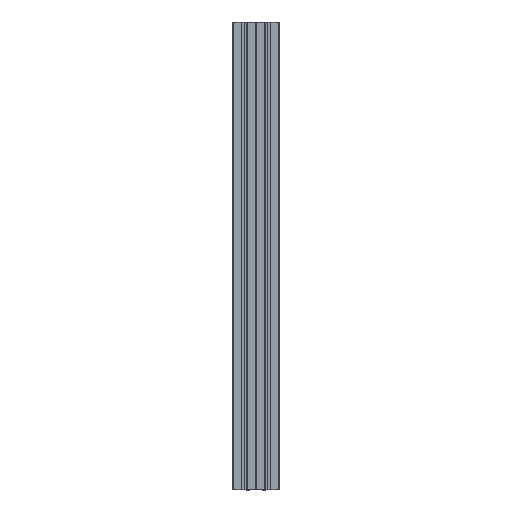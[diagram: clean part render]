
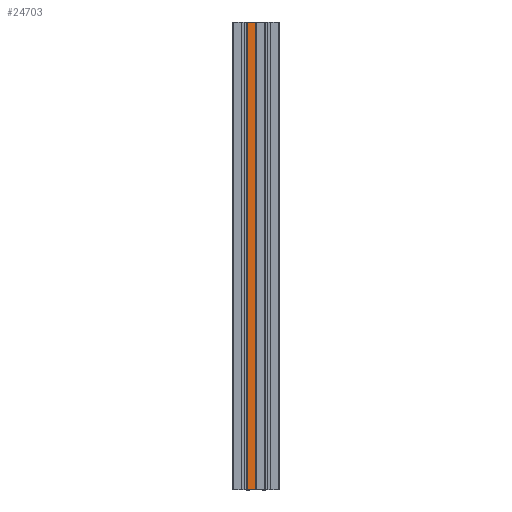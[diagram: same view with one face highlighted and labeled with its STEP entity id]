
A CAD part, left-side view. The second image highlights one B-rep face of the part: STEP entity #24703.
In plain terms, the highlighted planar face has unit normal (-1, 0, 0).
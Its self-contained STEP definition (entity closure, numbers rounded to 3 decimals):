
#149 = DIRECTION ( 'NONE',  ( 0., 1., 0. ) ) ;
#1955 = CARTESIAN_POINT ( 'NONE',  ( -25., -5.1, 0. ) ) ;
#2563 = LINE ( 'NONE', #12501, #3368 ) ;
#2873 = VERTEX_POINT ( 'NONE', #30960 ) ;
#3368 = VECTOR ( 'NONE', #17059, 1000. ) ;
#4625 = EDGE_LOOP ( 'NONE', ( #24515, #20647, #30430, #30861 ) ) ;
#4934 = VERTEX_POINT ( 'NONE', #8384 ) ;
#5392 = VERTEX_POINT ( 'NONE', #26645 ) ;
#6583 = DIRECTION ( 'NONE',  ( 0., 0., 1. ) ) ;
#7257 = EDGE_CURVE ( 'NONE', #9019, #2873, #30673, .T. ) ;
#8384 = CARTESIAN_POINT ( 'NONE',  ( -25., -24.662, 0. ) ) ;
#8516 = AXIS2_PLACEMENT_3D ( 'NONE', #9179, #26925, #6583 ) ;
#9019 = VERTEX_POINT ( 'NONE', #27234 ) ;
#9179 = CARTESIAN_POINT ( 'NONE',  ( -25., -5.1, -1035.355 ) ) ;
#10720 = EDGE_CURVE ( 'NONE', #5392, #9019, #22460, .T. ) ;
#12501 = CARTESIAN_POINT ( 'NONE',  ( -25., -24.662, -1000. ) ) ;
#13395 = CARTESIAN_POINT ( 'NONE',  ( -25., -6.325, 0. ) ) ;
#14343 = DIRECTION ( 'NONE',  ( 0., 1., 0. ) ) ;
#14806 = CARTESIAN_POINT ( 'NONE',  ( -25., -5.1, -1000. ) ) ;
#16991 = FACE_OUTER_BOUND ( 'NONE', #4625, .T. ) ;
#17059 = DIRECTION ( 'NONE',  ( 0., 0., -1. ) ) ;
#20413 = DIRECTION ( 'NONE',  ( 0., 0., 1. ) ) ;
#20647 = ORIENTED_EDGE ( 'NONE', *, *, #7257, .F. ) ;
#22460 = LINE ( 'NONE', #14806, #26010 ) ;
#24515 = ORIENTED_EDGE ( 'NONE', *, *, #32025, .T. ) ;
#24703 = ADVANCED_FACE ( 'NONE', ( #16991 ), #31512, .T. ) ;
#25196 = VECTOR ( 'NONE', #14343, 1000. ) ;
#25528 = EDGE_CURVE ( 'NONE', #4934, #5392, #2563, .T. ) ;
#26010 = VECTOR ( 'NONE', #149, 1000. ) ;
#26645 = CARTESIAN_POINT ( 'NONE',  ( -25., -24.662, -1000. ) ) ;
#26925 = DIRECTION ( 'NONE',  ( -1., 0., 0. ) ) ;
#27234 = CARTESIAN_POINT ( 'NONE',  ( -25., -6.325, -1000. ) ) ;
#28766 = VECTOR ( 'NONE', #20413, 1000. ) ;
#30430 = ORIENTED_EDGE ( 'NONE', *, *, #10720, .F. ) ;
#30673 = LINE ( 'NONE', #13395, #28766 ) ;
#30861 = ORIENTED_EDGE ( 'NONE', *, *, #25528, .F. ) ;
#30960 = CARTESIAN_POINT ( 'NONE',  ( -25., -6.325, 0. ) ) ;
#31512 = PLANE ( 'NONE',  #8516 ) ;
#31611 = LINE ( 'NONE', #1955, #25196 ) ;
#32025 = EDGE_CURVE ( 'NONE', #4934, #2873, #31611, .T. ) ;
